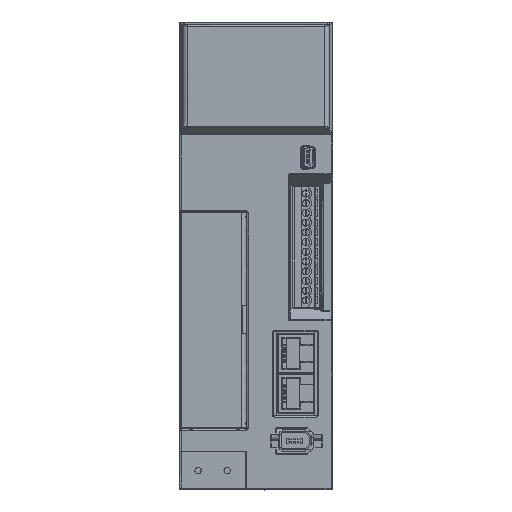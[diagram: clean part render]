
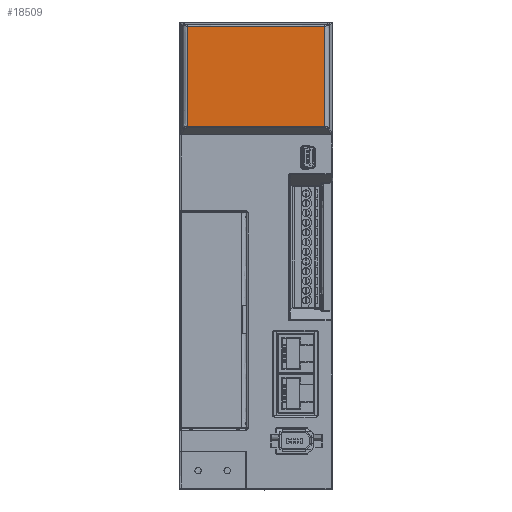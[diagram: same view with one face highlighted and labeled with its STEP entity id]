
A CAD part, front view. The second image highlights one B-rep face of the part: STEP entity #18509.
In plain terms, the highlighted planar face has unit normal (0, -1, 0).
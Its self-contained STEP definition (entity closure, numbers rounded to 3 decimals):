
#18509=ADVANCED_FACE('',(#23775),#162639,.T.);
#23775=FACE_OUTER_BOUND('',#29102,.T.);
#29102=EDGE_LOOP('',(#38340,#38341,#38342,#38343));
#38340=ORIENTED_EDGE('',*,*,#70332,.F.);
#38341=ORIENTED_EDGE('',*,*,#70333,.T.);
#38342=ORIENTED_EDGE('',*,*,#70334,.T.);
#38343=ORIENTED_EDGE('',*,*,#70331,.F.);
#70331=EDGE_CURVE('',#134297,#134298,#105878,.T.);
#70332=EDGE_CURVE('',#134299,#134297,#105879,.T.);
#70333=EDGE_CURVE('',#134299,#134300,#105880,.T.);
#70334=EDGE_CURVE('',#134300,#134298,#105881,.T.);
#105878=B_SPLINE_CURVE_WITH_KNOTS('',1,(#196929,#196930),.UNSPECIFIED.,
 .F.,.F.,(2,2),(-53.617,0.),.UNSPECIFIED.);
#105879=B_SPLINE_CURVE_WITH_KNOTS('',1,(#196931,#196932),.UNSPECIFIED.,
 .F.,.F.,(2,2),(-39.333,0.),.UNSPECIFIED.);
#105880=B_SPLINE_CURVE_WITH_KNOTS('',1,(#196933,#196934),.UNSPECIFIED.,
 .F.,.F.,(2,2),(0.,53.617),.UNSPECIFIED.);
#105881=B_SPLINE_CURVE_WITH_KNOTS('',1,(#196935,#196936),.UNSPECIFIED.,
 .F.,.F.,(2,2),(-39.333,0.),.UNSPECIFIED.);
#134297=VERTEX_POINT('',#196925);
#134298=VERTEX_POINT('',#196926);
#134299=VERTEX_POINT('',#196927);
#134300=VERTEX_POINT('',#196928);
#162639=PLANE('',#166639);
#166639=AXIS2_PLACEMENT_3D('',#196924,#170623,$);
#170623=DIRECTION('',(0.,-1.,0.));
#196924=CARTESIAN_POINT('',(-15.812,-59.926,88.598));
#196925=CARTESIAN_POINT('',(43.227,-59.926,92.591));
#196926=CARTESIAN_POINT('',(-10.39,-59.926,92.591));
#196927=CARTESIAN_POINT('',(43.227,-59.926,131.924));
#196928=CARTESIAN_POINT('',(-10.39,-59.926,131.924));
#196929=CARTESIAN_POINT('',(43.227,-59.926,92.591));
#196930=CARTESIAN_POINT('',(-10.39,-59.926,92.591));
#196931=CARTESIAN_POINT('',(43.227,-59.926,131.924));
#196932=CARTESIAN_POINT('',(43.227,-59.926,92.591));
#196933=CARTESIAN_POINT('',(43.227,-59.926,131.924));
#196934=CARTESIAN_POINT('',(-10.39,-59.926,131.924));
#196935=CARTESIAN_POINT('',(-10.39,-59.926,131.924));
#196936=CARTESIAN_POINT('',(-10.39,-59.926,92.591));
